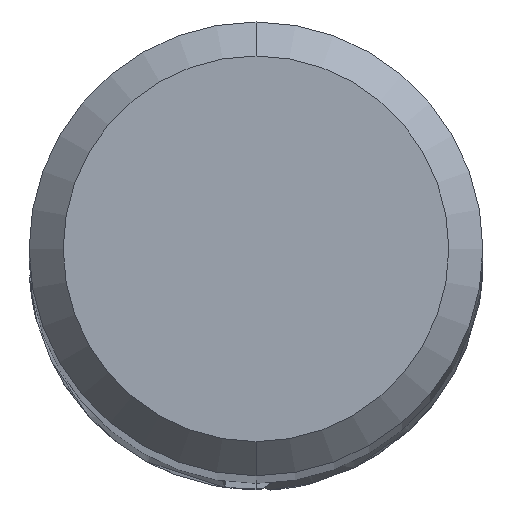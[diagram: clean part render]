
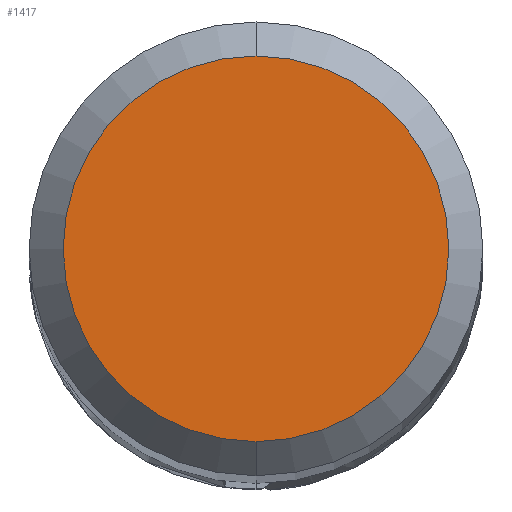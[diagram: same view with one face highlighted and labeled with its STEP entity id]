
A CAD part, top view. The second image highlights one B-rep face of the part: STEP entity #1417.
In plain terms, the highlighted planar face has unit normal (0, 0, 1).
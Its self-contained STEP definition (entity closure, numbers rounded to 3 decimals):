
#885=EDGE_CURVE('',#1731,#1573,#2359,.T.);
#1417=ADVANCED_FACE('',(#2930),#2931,.T.);
#1573=VERTEX_POINT('',#3097);
#1731=VERTEX_POINT('',#3269);
#1737=EDGE_CURVE('',#1573,#1731,#3275,.T.);
#2359=CIRCLE('',#4940,1.7);
#2930=FACE_OUTER_BOUND('',#7408,.T.);
#2931=PLANE('',#7409);
#3097=CARTESIAN_POINT('',(0.,-1.7,0.0));
#3269=CARTESIAN_POINT('',(0.0,1.7,0.0));
#3275=CIRCLE('',#8795,1.7);
#4940=AXIS2_PLACEMENT_3D('',#11733,#11734,#11735);
#7408=EDGE_LOOP('',(#12260,#12261));
#7409=AXIS2_PLACEMENT_3D('',#12262,#12263,#12264);
#8795=AXIS2_PLACEMENT_3D('',#12600,#12601,#12602);
#11733=CARTESIAN_POINT('',(0.0,0.0,0.0));
#11734=DIRECTION('',(0.0,0.0,-1.0));
#11735=DIRECTION('',(0.0,1.0,0.0));
#12260=ORIENTED_EDGE('',*,*,#885,.F.);
#12261=ORIENTED_EDGE('',*,*,#1737,.F.);
#12262=CARTESIAN_POINT('',(0.0,0.85,0.0));
#12263=DIRECTION('',(-0.0,0.0,1.0));
#12264=DIRECTION('',(0.0,-1.0,0.0));
#12600=CARTESIAN_POINT('',(0.0,0.0,0.0));
#12601=DIRECTION('',(0.0,0.0,-1.0));
#12602=DIRECTION('',(0.0,1.0,0.0));
